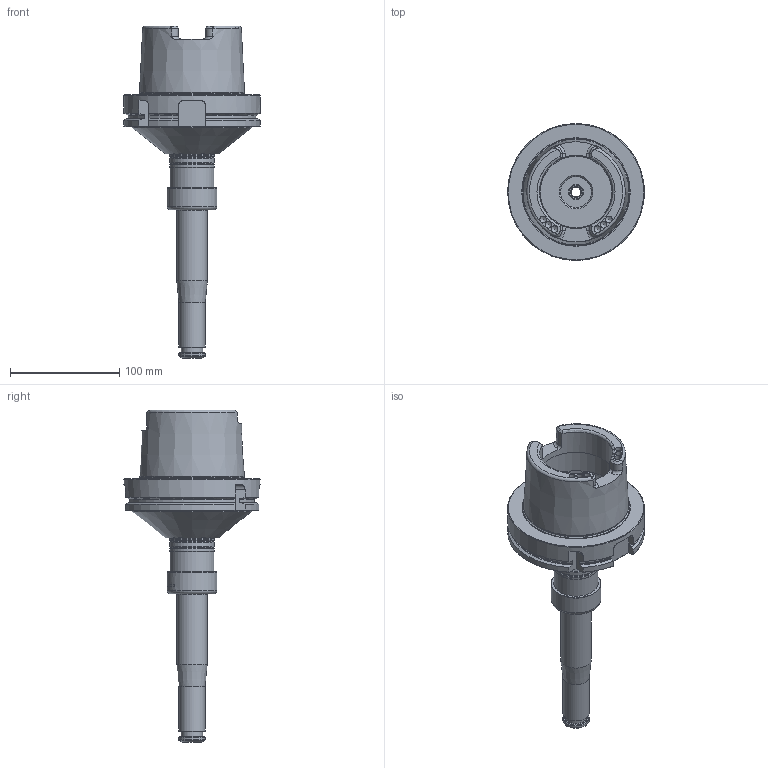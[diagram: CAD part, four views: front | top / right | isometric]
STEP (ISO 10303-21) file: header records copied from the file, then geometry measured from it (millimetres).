
FILE_DESCRIPTION(/* description */ (''),/* implementation_level */ '2;1');
FILE_NAME(/* name */ '889573070.stp',/* time_stamp */ '2023-03-15T12:30:51',/* author */ ('Ratnasingam Jekanthan'),/* organization */ ('REGO-FIX'),/* preprocessor_version */ ' Unknown',/* originating_system */ 'SIEMENS PLM Software Solid Edge ST10',/* authorization */ 'Unknown');
FILE_SCHEMA (('AUTOMOTIVE_DESIGN { 1 0 10303 214 2 1 1}'));
Length unit declared in the file: millimetre
Products named in the file (1): NOCUT
Bounding box: 125 x 125 x 303.5 mm (x, y, z)
Volume: 661082 mm3; surface area: 112809.2 mm2
Topology: 1 solids, 3 shells, 218 faces, 538 edges, 338 vertices
Faces by surface type: cylinder 62, cone 58, plane 57, torus 41
Full cylindrical faces by diameter (mm): 6 x6, 8.9 x1, 9 x1, 10 x2, 13 x1, 14 x1, 15 x1, 19.5 x1, 23.8 x1, 24 x2, 24.7 x1, 25 x1, 28 x1, 28.376 x1, 29 x1, 31 x1, 33 x1, 34 x1, 38.376 x1, 40 x1, 40.05 x1, 40.5 x4, 43.3 x1, 45.65 x1, 67 x2, 80 x1, 95.509 x1, 109.4 x1, 125 x1
Entity records: 7303 total; most frequent: CARTESIAN_POINT 1316, DIRECTION 946, ORIENTED_EDGE 756, AXIS2_PLACEMENT_3D 424, EDGE_CURVE 378, FACE_BOUND 357, EDGE_LOOP 351, VERTEX_POINT 297
